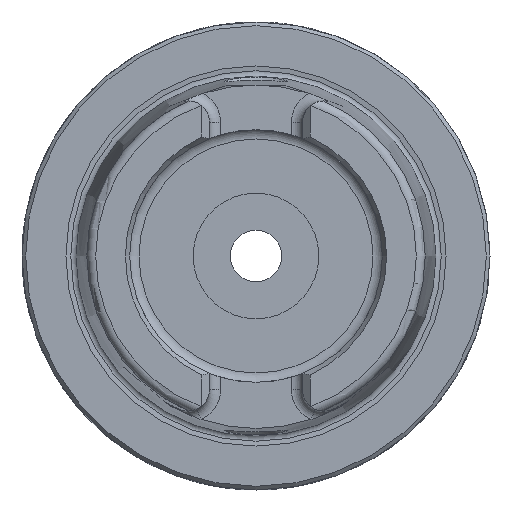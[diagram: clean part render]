
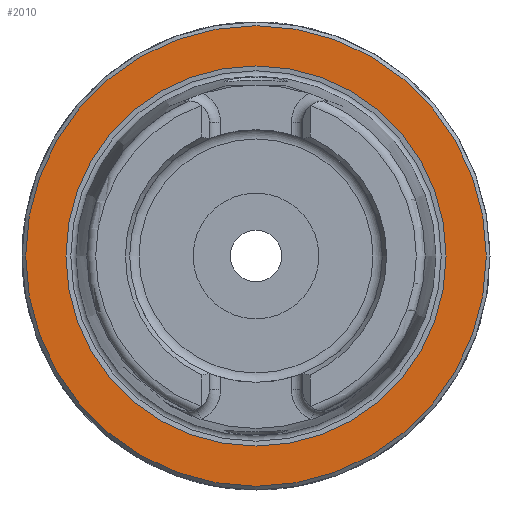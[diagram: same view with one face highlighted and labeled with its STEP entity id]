
A CAD part, left-side view. The second image highlights one B-rep face of the part: STEP entity #2010.
In plain terms, the highlighted planar face has unit normal (-1, 0, 0).
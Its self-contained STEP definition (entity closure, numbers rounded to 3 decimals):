
#121=FACE_BOUND('',#421,.T.);
#163=PLANE('',#2269);
#296=FACE_OUTER_BOUND('',#420,.T.);
#420=EDGE_LOOP('',(#1847));
#421=EDGE_LOOP('',(#1848));
#749=CIRCLE('',#2268,25.588);
#750=CIRCLE('',#2270,31.);
#948=VERTEX_POINT('',#4291);
#949=VERTEX_POINT('',#4295);
#1249=EDGE_CURVE('',#948,#948,#749,.T.);
#1250=EDGE_CURVE('',#949,#949,#750,.T.);
#1847=ORIENTED_EDGE('',*,*,#1250,.F.);
#1848=ORIENTED_EDGE('',*,*,#1249,.T.);
#2010=ADVANCED_FACE('',(#296,#121),#163,.T.);
#2268=AXIS2_PLACEMENT_3D('',#4293,#2842,#2843);
#2269=AXIS2_PLACEMENT_3D('',#4294,#2844,#2845);
#2270=AXIS2_PLACEMENT_3D('',#4296,#2846,#2847);
#2842=DIRECTION('center_axis',(1.,0.,0.));
#2843=DIRECTION('ref_axis',(0.,0.,-1.));
#2844=DIRECTION('center_axis',(-1.,0.,0.));
#2845=DIRECTION('ref_axis',(0.,0.,1.));
#2846=DIRECTION('center_axis',(1.,0.,0.));
#2847=DIRECTION('ref_axis',(0.,0.,-1.));
#4291=CARTESIAN_POINT('',(0.,-25.588,0.));
#4293=CARTESIAN_POINT('Origin',(0.,0.,0.));
#4294=CARTESIAN_POINT('Origin',(0.,31.,0.));
#4295=CARTESIAN_POINT('',(0.,-31.,0.));
#4296=CARTESIAN_POINT('Origin',(0.,0.,0.));
